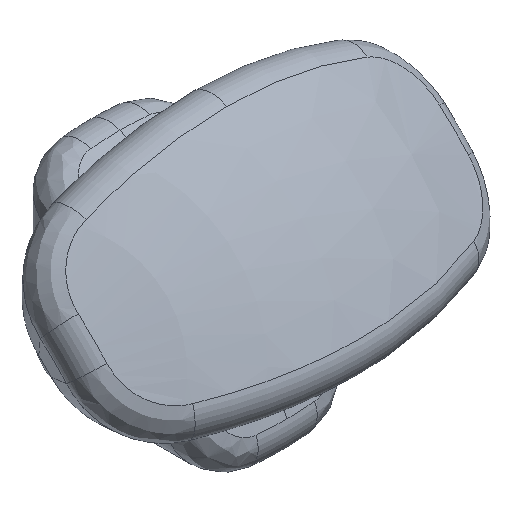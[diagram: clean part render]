
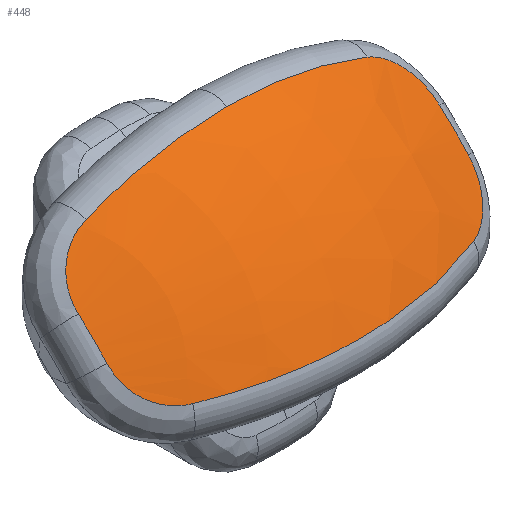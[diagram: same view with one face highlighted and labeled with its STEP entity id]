
A CAD part, isometric view. The second image highlights one B-rep face of the part: STEP entity #448.
In plain terms, the highlighted spherical face has radius 16.5 mm.
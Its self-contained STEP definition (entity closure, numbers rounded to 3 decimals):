
#16 = CARTESIAN_POINT ( 'NONE',  ( -5.214, -8.914, 12.869 ) ) ;
#27 = EDGE_CURVE ( 'NONE', #855, #1736, #2403, .T. ) ;
#29 = CARTESIAN_POINT ( 'NONE',  ( 6.711, -11.178, 10.112 ) ) ;
#86 = CARTESIAN_POINT ( 'NONE',  ( -6.676, -11.494, 9.779 ) ) ;
#101 = CARTESIAN_POINT ( 'NONE',  ( -5.998, -12.423, 9.055 ) ) ;
#103 = EDGE_CURVE ( 'NONE', #679, #855, #1928, .T. ) ;
#104 = CARTESIAN_POINT ( 'NONE',  ( -6.534, -9.484, 11.818 ) ) ;
#126 = ORIENTED_EDGE ( 'NONE', *, *, #2672, .T. ) ;
#158 = EDGE_LOOP ( 'NONE', ( #1465, #424, #1548, #1287, #409, #400, #126, #2606, #938 ) ) ;
#177 = CIRCLE ( 'NONE', #1062, 13.885 ) ;
#184 = DIRECTION ( 'NONE',  ( 1., 0., 0. ) ) ;
#203 = FACE_OUTER_BOUND ( 'NONE', #158, .T. ) ;
#231 = AXIS2_PLACEMENT_3D ( 'NONE', #1874, #2089, #1920 ) ;
#241 = CARTESIAN_POINT ( 'NONE',  ( 0., -8.914, 13.885 ) ) ;
#259 = DIRECTION ( 'NONE',  ( 0., -1., 0. ) ) ;
#275 = CARTESIAN_POINT ( 'NONE',  ( -6.711, -11.178, 10.112 ) ) ;
#282 = CARTESIAN_POINT ( 'NONE',  ( 5.214, -8.914, 12.869 ) ) ;
#291 = DIRECTION ( 'NONE',  ( 0., -1., 0. ) ) ;
#304 = DIRECTION ( 'NONE',  ( 0., 0., 1. ) ) ;
#340 = CARTESIAN_POINT ( 'NONE',  ( 6.431, -11.976, 9.355 ) ) ;
#361 = CARTESIAN_POINT ( 'NONE',  ( 6.534, -9.483, 11.819 ) ) ;
#400 = ORIENTED_EDGE ( 'NONE', *, *, #1824, .T. ) ;
#409 = ORIENTED_EDGE ( 'NONE', *, *, #702, .T. ) ;
#424 = ORIENTED_EDGE ( 'NONE', *, *, #103, .T. ) ;
#448 = ADVANCED_FACE ( 'NONE', ( #203 ), #796, .T. ) ;
#481 = AXIS2_PLACEMENT_3D ( 'NONE', #1627, #773, #1395 ) ;
#497 = VERTEX_POINT ( 'NONE', #241 ) ;
#529 = CARTESIAN_POINT ( 'NONE',  ( -5.428, -8.914, 12.782 ) ) ;
#569 = CARTESIAN_POINT ( 'NONE',  ( -6.711, -11.178, 10.112 ) ) ;
#576 = VERTEX_POINT ( 'NONE', #874 ) ;
#580 = CARTESIAN_POINT ( 'NONE',  ( -5.214, -12.869, 8.914 ) ) ;
#584 = CARTESIAN_POINT ( 'NONE',  ( 6.676, -9.779, 11.494 ) ) ;
#612 = EDGE_CURVE ( 'NONE', #497, #1341, #177, .T. ) ;
#649 = CIRCLE ( 'NONE', #2087, 13.885 ) ;
#679 = VERTEX_POINT ( 'NONE', #941 ) ;
#680 = CARTESIAN_POINT ( 'NONE',  ( -6.534, -11.819, 9.483 ) ) ;
#702 = EDGE_CURVE ( 'NONE', #576, #2414, #2017, .T. ) ;
#727 = CARTESIAN_POINT ( 'NONE',  ( 5.428, -12.782, 8.914 ) ) ;
#773 = DIRECTION ( 'NONE',  ( 0., 0., 1. ) ) ;
#788 = CARTESIAN_POINT ( 'NONE',  ( 5.628, -8.942, 12.676 ) ) ;
#796 = SPHERICAL_SURFACE ( 'NONE', #1718, 16.5 ) ;
#798 = CARTESIAN_POINT ( 'NONE',  ( 5.214, -8.914, 12.869 ) ) ;
#837 = DIRECTION ( 'NONE',  ( -0.5, -0.612, 0.612 ) ) ;
#855 = VERTEX_POINT ( 'NONE', #569 ) ;
#874 = CARTESIAN_POINT ( 'NONE',  ( 5.214, -12.869, 8.914 ) ) ;
#881 = CARTESIAN_POINT ( 'NONE',  ( -5.214, -12.869, 8.914 ) ) ;
#938 = ORIENTED_EDGE ( 'NONE', *, *, #612, .T. ) ;
#941 = CARTESIAN_POINT ( 'NONE',  ( -6.711, -10.112, 11.178 ) ) ;
#967 = B_SPLINE_CURVE_WITH_KNOTS ( 'NONE', 3,
 ( #1156, #529, #2368, #1344, #1133, #2405, #104, #2162, #1316, #1985 ),
 .UNSPECIFIED., .F., .F.,
 ( 4, 2, 2, 2, 4 ),
 ( 0., 0.001, 0.001, 0.002, 0.003 ),
 .UNSPECIFIED. ) ;
#970 = CARTESIAN_POINT ( 'NONE',  ( 5.63, -12.674, 8.942 ) ) ;
#981 = CARTESIAN_POINT ( 'NONE',  ( -6.711, 0., 0. ) ) ;
#1062 = AXIS2_PLACEMENT_3D ( 'NONE', #2119, #291, #304 ) ;
#1087 = VERTEX_POINT ( 'NONE', #282 ) ;
#1088 = CARTESIAN_POINT ( 'NONE',  ( -6.159, -12.283, 9.138 ) ) ;
#1105 = CARTESIAN_POINT ( 'NONE',  ( -5.628, -12.676, 8.942 ) ) ;
#1133 = CARTESIAN_POINT ( 'NONE',  ( -6.161, -9.139, 12.281 ) ) ;
#1135 = CARTESIAN_POINT ( 'NONE',  ( 5.214, -12.869, 8.914 ) ) ;
#1152 = CARTESIAN_POINT ( 'NONE',  ( 5.428, -8.914, 12.782 ) ) ;
#1156 = CARTESIAN_POINT ( 'NONE',  ( -5.214, -8.914, 12.869 ) ) ;
#1159 = CARTESIAN_POINT ( 'NONE',  ( 6.534, -11.818, 9.484 ) ) ;
#1245 = DIRECTION ( 'NONE',  ( 0.866, -0.354, 0.354 ) ) ;
#1283 = CARTESIAN_POINT ( 'NONE',  ( 0., -8.914, 0. ) ) ;
#1285 = CARTESIAN_POINT ( 'NONE',  ( -6.43, -11.977, 9.354 ) ) ;
#1287 = ORIENTED_EDGE ( 'NONE', *, *, #2274, .T. ) ;
#1295 = CIRCLE ( 'NONE', #231, 15.073 ) ;
#1316 = CARTESIAN_POINT ( 'NONE',  ( -6.711, -9.94, 11.334 ) ) ;
#1317 = VERTEX_POINT ( 'NONE', #2558 ) ;
#1341 = VERTEX_POINT ( 'NONE', #16 ) ;
#1344 = CARTESIAN_POINT ( 'NONE',  ( -5.999, -9.056, 12.422 ) ) ;
#1393 = CARTESIAN_POINT ( 'NONE',  ( 5.998, -9.055, 12.423 ) ) ;
#1395 = DIRECTION ( 'NONE',  ( -1., 0., 0. ) ) ;
#1406 = CARTESIAN_POINT ( 'NONE',  ( 6.43, -9.354, 11.977 ) ) ;
#1423 = CARTESIAN_POINT ( 'NONE',  ( 6.711, -9.94, 11.334 ) ) ;
#1465 = ORIENTED_EDGE ( 'NONE', *, *, #1884, .T. ) ;
#1488 = CARTESIAN_POINT ( 'NONE',  ( -6.711, -11.334, 9.94 ) ) ;
#1548 = ORIENTED_EDGE ( 'NONE', *, *, #27, .T. ) ;
#1560 = DIRECTION ( 'NONE',  ( 0., 0., -1. ) ) ;
#1627 = CARTESIAN_POINT ( 'NONE',  ( 0., 0., 8.914 ) ) ;
#1718 = AXIS2_PLACEMENT_3D ( 'NONE', #2312, #837, #1245 ) ;
#1736 = VERTEX_POINT ( 'NONE', #580 ) ;
#1795 = CARTESIAN_POINT ( 'NONE',  ( 6.161, -12.281, 9.139 ) ) ;
#1808 = CARTESIAN_POINT ( 'NONE',  ( 6.676, -11.493, 9.78 ) ) ;
#1824 = EDGE_CURVE ( 'NONE', #2414, #1317, #1295, .T. ) ;
#1874 = CARTESIAN_POINT ( 'NONE',  ( 6.711, 0., 0. ) ) ;
#1884 = EDGE_CURVE ( 'NONE', #1341, #679, #967, .T. ) ;
#1893 = B_SPLINE_CURVE_WITH_KNOTS ( 'NONE', 3,
 ( #2620, #1423, #584, #361, #1406, #2226, #1393, #788, #1152, #798 ),
 .UNSPECIFIED., .F., .F.,
 ( 4, 2, 2, 2, 4 ),
 ( 0., 0.001, 0.001, 0.002, 0.003 ),
 .UNSPECIFIED. ) ;
#1919 = CARTESIAN_POINT ( 'NONE',  ( -5.428, -12.782, 8.914 ) ) ;
#1920 = DIRECTION ( 'NONE',  ( 0., 0., 1. ) ) ;
#1928 = CIRCLE ( 'NONE', #1968, 15.073 ) ;
#1968 = AXIS2_PLACEMENT_3D ( 'NONE', #981, #184, #1560 ) ;
#1985 = CARTESIAN_POINT ( 'NONE',  ( -6.711, -10.112, 11.178 ) ) ;
#1988 = CARTESIAN_POINT ( 'NONE',  ( 6.711, -11.334, 9.94 ) ) ;
#2017 = B_SPLINE_CURVE_WITH_KNOTS ( 'NONE', 3,
 ( #1135, #727, #970, #2204, #1795, #340, #1159, #1808, #1988, #2640 ),
 .UNSPECIFIED., .F., .F.,
 ( 4, 2, 2, 2, 4 ),
 ( 0., 0.001, 0.001, 0.002, 0.003 ),
 .UNSPECIFIED. ) ;
#2034 = EDGE_CURVE ( 'NONE', #1087, #497, #649, .T. ) ;
#2087 = AXIS2_PLACEMENT_3D ( 'NONE', #1283, #259, #2522 ) ;
#2089 = DIRECTION ( 'NONE',  ( -1., 0., 0. ) ) ;
#2119 = CARTESIAN_POINT ( 'NONE',  ( 0., -8.914, 0. ) ) ;
#2133 = CIRCLE ( 'NONE', #481, 13.885 ) ;
#2162 = CARTESIAN_POINT ( 'NONE',  ( -6.676, -9.78, 11.493 ) ) ;
#2204 = CARTESIAN_POINT ( 'NONE',  ( 5.999, -12.422, 9.056 ) ) ;
#2226 = CARTESIAN_POINT ( 'NONE',  ( 6.159, -9.138, 12.283 ) ) ;
#2274 = EDGE_CURVE ( 'NONE', #1736, #576, #2133, .T. ) ;
#2312 = CARTESIAN_POINT ( 'NONE',  ( 0., 0., 0. ) ) ;
#2368 = CARTESIAN_POINT ( 'NONE',  ( -5.63, -8.942, 12.674 ) ) ;
#2403 = B_SPLINE_CURVE_WITH_KNOTS ( 'NONE', 3,
 ( #275, #1488, #86, #680, #1285, #1088, #101, #1105, #1919, #881 ),
 .UNSPECIFIED., .F., .F.,
 ( 4, 2, 2, 2, 4 ),
 ( 0., 0.001, 0.001, 0.002, 0.003 ),
 .UNSPECIFIED. ) ;
#2405 = CARTESIAN_POINT ( 'NONE',  ( -6.431, -9.355, 11.976 ) ) ;
#2414 = VERTEX_POINT ( 'NONE', #29 ) ;
#2522 = DIRECTION ( 'NONE',  ( 0., 0., 1. ) ) ;
#2558 = CARTESIAN_POINT ( 'NONE',  ( 6.711, -10.112, 11.178 ) ) ;
#2606 = ORIENTED_EDGE ( 'NONE', *, *, #2034, .T. ) ;
#2620 = CARTESIAN_POINT ( 'NONE',  ( 6.711, -10.112, 11.178 ) ) ;
#2640 = CARTESIAN_POINT ( 'NONE',  ( 6.711, -11.178, 10.112 ) ) ;
#2672 = EDGE_CURVE ( 'NONE', #1317, #1087, #1893, .T. ) ;
